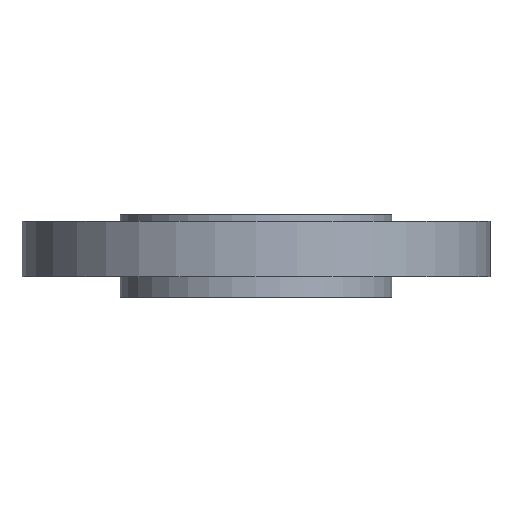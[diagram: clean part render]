
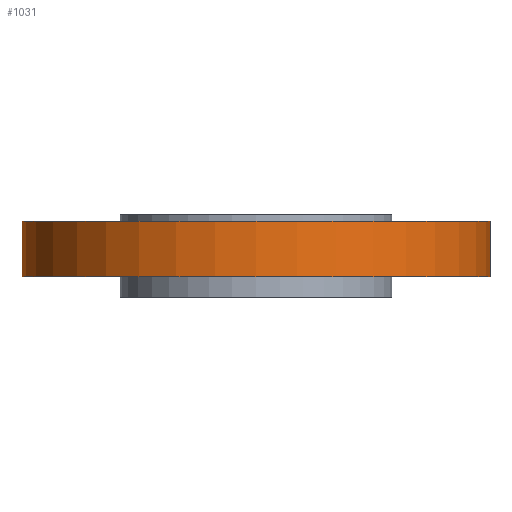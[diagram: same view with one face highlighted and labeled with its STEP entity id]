
A CAD part, front view. The second image highlights one B-rep face of the part: STEP entity #1031.
In plain terms, the highlighted cylindrical face has radius 234.95 mm (diameter 469.9 mm), a partial arc.
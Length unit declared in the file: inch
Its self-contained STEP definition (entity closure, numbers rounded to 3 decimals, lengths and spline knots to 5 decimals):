
#3 = ORIENTED_EDGE ( 'NONE', *, *, #52, .F. ) ;
#52 = EDGE_CURVE ( 'NONE', #778, #829, #1472, .T. ) ;
#76 = EDGE_CURVE ( 'NONE', #443, #778, #1288, .T. ) ;
#121 = EDGE_LOOP ( 'NONE', ( #1286, #1475, #1280, #3 ) ) ;
#124 = CARTESIAN_POINT ( 'NONE',  ( 9.25, 0., -2.44 ) ) ;
#187 = CARTESIAN_POINT ( 'NONE',  ( -9.25, 0., -28.60295 ) ) ;
#275 = CYLINDRICAL_SURFACE ( 'NONE', #916, 9.25 ) ;
#434 = DIRECTION ( 'NONE',  ( 0., 0., -1. ) ) ;
#443 = VERTEX_POINT ( 'NONE', #1138 ) ;
#464 = FACE_OUTER_BOUND ( 'NONE', #121, .T. ) ;
#510 = CARTESIAN_POINT ( 'NONE',  ( 0., 0., -28.60295 ) ) ;
#537 = EDGE_CURVE ( 'NONE', #1513, #443, #1476, .T. ) ;
#633 = VECTOR ( 'NONE', #742, 39.37008 ) ;
#636 = CARTESIAN_POINT ( 'NONE',  ( 9.25, 0., -0.25 ) ) ;
#691 = DIRECTION ( 'NONE',  ( 0., 0., 1. ) ) ;
#742 = DIRECTION ( 'NONE',  ( 0., 0., 1. ) ) ;
#749 = EDGE_CURVE ( 'NONE', #1513, #829, #1575, .T. ) ;
#778 = VERTEX_POINT ( 'NONE', #1458 ) ;
#829 = VERTEX_POINT ( 'NONE', #636 ) ;
#915 = DIRECTION ( 'NONE',  ( 0., 0., 1. ) ) ;
#916 = AXIS2_PLACEMENT_3D ( 'NONE', #510, #915, #1019 ) ;
#927 = DIRECTION ( 'NONE',  ( 1., 0., 0. ) ) ;
#936 = DIRECTION ( 'NONE',  ( 1., 0., 0. ) ) ;
#988 = AXIS2_PLACEMENT_3D ( 'NONE', #1413, #1174, #936 ) ;
#1019 = DIRECTION ( 'NONE',  ( 1., 0., 0. ) ) ;
#1031 = ADVANCED_FACE ( 'NONE', ( #464 ), #275, .T. ) ;
#1138 = CARTESIAN_POINT ( 'NONE',  ( -9.25, 0., -2.44 ) ) ;
#1174 = DIRECTION ( 'NONE',  ( 0., 0., 1. ) ) ;
#1227 = CARTESIAN_POINT ( 'NONE',  ( 9.25, 0., -28.60295 ) ) ;
#1280 = ORIENTED_EDGE ( 'NONE', *, *, #749, .T. ) ;
#1286 = ORIENTED_EDGE ( 'NONE', *, *, #76, .F. ) ;
#1288 = LINE ( 'NONE', #187, #1566 ) ;
#1347 = AXIS2_PLACEMENT_3D ( 'NONE', #1531, #434, #927 ) ;
#1413 = CARTESIAN_POINT ( 'NONE',  ( 0., 0., -0.25 ) ) ;
#1458 = CARTESIAN_POINT ( 'NONE',  ( -9.25, 0., -0.25 ) ) ;
#1472 = CIRCLE ( 'NONE', #988, 9.25 ) ;
#1475 = ORIENTED_EDGE ( 'NONE', *, *, #537, .F. ) ;
#1476 = CIRCLE ( 'NONE', #1347, 9.25 ) ;
#1513 = VERTEX_POINT ( 'NONE', #124 ) ;
#1531 = CARTESIAN_POINT ( 'NONE',  ( 0., 0., -2.44 ) ) ;
#1566 = VECTOR ( 'NONE', #691, 39.37008 ) ;
#1575 = LINE ( 'NONE', #1227, #633 ) ;
